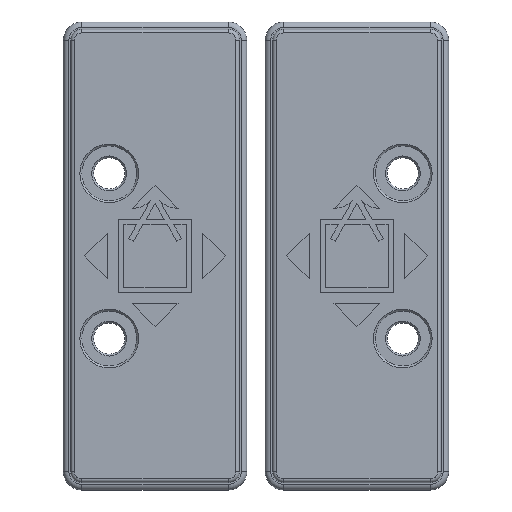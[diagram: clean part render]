
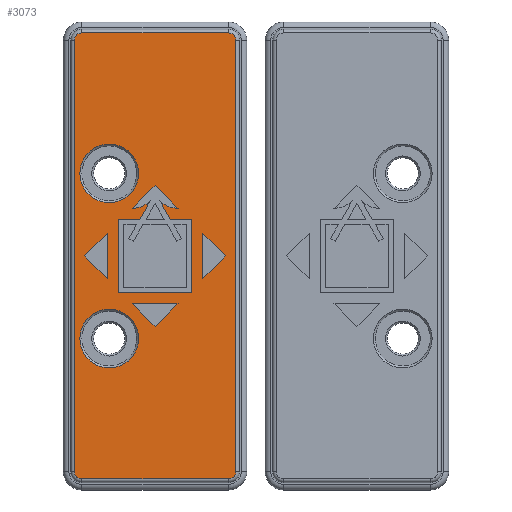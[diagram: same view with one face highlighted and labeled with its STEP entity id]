
A CAD part, top view. The second image highlights one B-rep face of the part: STEP entity #3073.
In plain terms, the highlighted planar face has unit normal (0, 0, 1).
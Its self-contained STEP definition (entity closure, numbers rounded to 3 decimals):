
#37=FACE_BOUND('',#434,.T.);
#38=FACE_BOUND('',#435,.T.);
#39=FACE_BOUND('',#436,.T.);
#40=FACE_BOUND('',#437,.T.);
#41=FACE_BOUND('',#438,.T.);
#42=FACE_BOUND('',#439,.T.);
#112=PLANE('',#3302);
#237=FACE_OUTER_BOUND('',#433,.T.);
#433=EDGE_LOOP('',(#2221,#2222,#2223,#2224,#2225,#2226,#2227,#2228));
#434=EDGE_LOOP('',(#2229));
#435=EDGE_LOOP('',(#2230,#2231,#2232));
#436=EDGE_LOOP('',(#2233,#2234,#2235));
#437=EDGE_LOOP('',(#2236,#2237,#2238));
#438=EDGE_LOOP('',(#2239,#2240,#2241,#2242,#2243,#2244,#2245,#2246,#2247,
#2248,#2249));
#439=EDGE_LOOP('',(#2250));
#645=CIRCLE('',#3300,3.2);
#647=CIRCLE('',#3303,0.8);
#648=CIRCLE('',#3304,0.8);
#649=CIRCLE('',#3305,0.8);
#650=CIRCLE('',#3306,0.8);
#651=CIRCLE('',#3307,3.2);
#652=CIRCLE('',#3308,2.851);
#653=CIRCLE('',#3309,2.851);
#779=LINE('',#4645,#1105);
#780=LINE('',#4649,#1106);
#781=LINE('',#4653,#1107);
#782=LINE('',#4657,#1108);
#783=LINE('',#4663,#1109);
#784=LINE('',#4665,#1110);
#785=LINE('',#4666,#1111);
#786=LINE('',#4669,#1112);
#787=LINE('',#4671,#1113);
#788=LINE('',#4672,#1114);
#789=LINE('',#4675,#1115);
#790=LINE('',#4677,#1116);
#791=LINE('',#4678,#1117);
#792=LINE('',#4681,#1118);
#793=LINE('',#4685,#1119);
#794=LINE('',#4687,#1120);
#795=LINE('',#4689,#1121);
#796=LINE('',#4691,#1122);
#797=LINE('',#4693,#1123);
#798=LINE('',#4695,#1124);
#799=LINE('',#4697,#1125);
#800=LINE('',#4700,#1126);
#1105=VECTOR('',#3696,10.);
#1106=VECTOR('',#3699,10.);
#1107=VECTOR('',#3702,10.);
#1108=VECTOR('',#3705,10.);
#1109=VECTOR('',#3710,10.);
#1110=VECTOR('',#3711,10.);
#1111=VECTOR('',#3712,10.);
#1112=VECTOR('',#3713,10.);
#1113=VECTOR('',#3714,10.);
#1114=VECTOR('',#3715,10.);
#1115=VECTOR('',#3716,10.);
#1116=VECTOR('',#3717,10.);
#1117=VECTOR('',#3718,10.);
#1118=VECTOR('',#3719,10.);
#1119=VECTOR('',#3722,10.);
#1120=VECTOR('',#3723,10.);
#1121=VECTOR('',#3724,10.);
#1122=VECTOR('',#3725,10.);
#1123=VECTOR('',#3726,10.);
#1124=VECTOR('',#3727,10.);
#1125=VECTOR('',#3728,10.);
#1126=VECTOR('',#3731,10.);
#1432=VERTEX_POINT('',#4637);
#1434=VERTEX_POINT('',#4643);
#1435=VERTEX_POINT('',#4644);
#1436=VERTEX_POINT('',#4646);
#1437=VERTEX_POINT('',#4648);
#1438=VERTEX_POINT('',#4650);
#1439=VERTEX_POINT('',#4652);
#1440=VERTEX_POINT('',#4654);
#1441=VERTEX_POINT('',#4656);
#1442=VERTEX_POINT('',#4659);
#1443=VERTEX_POINT('',#4661);
#1444=VERTEX_POINT('',#4662);
#1445=VERTEX_POINT('',#4664);
#1446=VERTEX_POINT('',#4667);
#1447=VERTEX_POINT('',#4668);
#1448=VERTEX_POINT('',#4670);
#1449=VERTEX_POINT('',#4673);
#1450=VERTEX_POINT('',#4674);
#1451=VERTEX_POINT('',#4676);
#1452=VERTEX_POINT('',#4679);
#1453=VERTEX_POINT('',#4680);
#1454=VERTEX_POINT('',#4682);
#1455=VERTEX_POINT('',#4684);
#1456=VERTEX_POINT('',#4686);
#1457=VERTEX_POINT('',#4688);
#1458=VERTEX_POINT('',#4690);
#1459=VERTEX_POINT('',#4692);
#1460=VERTEX_POINT('',#4694);
#1461=VERTEX_POINT('',#4696);
#1462=VERTEX_POINT('',#4698);
#1730=EDGE_CURVE('',#1432,#1432,#645,.T.);
#1733=EDGE_CURVE('',#1434,#1435,#779,.T.);
#1734=EDGE_CURVE('',#1436,#1434,#647,.T.);
#1735=EDGE_CURVE('',#1437,#1436,#780,.T.);
#1736=EDGE_CURVE('',#1438,#1437,#648,.T.);
#1737=EDGE_CURVE('',#1439,#1438,#781,.T.);
#1738=EDGE_CURVE('',#1440,#1439,#649,.T.);
#1739=EDGE_CURVE('',#1441,#1440,#782,.T.);
#1740=EDGE_CURVE('',#1435,#1441,#650,.T.);
#1741=EDGE_CURVE('',#1442,#1442,#651,.T.);
#1742=EDGE_CURVE('',#1443,#1444,#783,.T.);
#1743=EDGE_CURVE('',#1444,#1445,#784,.T.);
#1744=EDGE_CURVE('',#1445,#1443,#785,.T.);
#1745=EDGE_CURVE('',#1446,#1447,#786,.T.);
#1746=EDGE_CURVE('',#1447,#1448,#787,.T.);
#1747=EDGE_CURVE('',#1448,#1446,#788,.T.);
#1748=EDGE_CURVE('',#1449,#1450,#789,.T.);
#1749=EDGE_CURVE('',#1450,#1451,#790,.T.);
#1750=EDGE_CURVE('',#1451,#1449,#791,.T.);
#1751=EDGE_CURVE('',#1452,#1453,#792,.T.);
#1752=EDGE_CURVE('',#1453,#1454,#652,.T.);
#1753=EDGE_CURVE('',#1454,#1455,#793,.T.);
#1754=EDGE_CURVE('',#1455,#1456,#794,.T.);
#1755=EDGE_CURVE('',#1456,#1457,#795,.T.);
#1756=EDGE_CURVE('',#1457,#1458,#796,.T.);
#1757=EDGE_CURVE('',#1458,#1459,#797,.T.);
#1758=EDGE_CURVE('',#1459,#1460,#798,.T.);
#1759=EDGE_CURVE('',#1460,#1461,#799,.T.);
#1760=EDGE_CURVE('',#1461,#1462,#653,.T.);
#1761=EDGE_CURVE('',#1462,#1452,#800,.T.);
#2221=ORIENTED_EDGE('',*,*,#1733,.F.);
#2222=ORIENTED_EDGE('',*,*,#1734,.F.);
#2223=ORIENTED_EDGE('',*,*,#1735,.F.);
#2224=ORIENTED_EDGE('',*,*,#1736,.F.);
#2225=ORIENTED_EDGE('',*,*,#1737,.F.);
#2226=ORIENTED_EDGE('',*,*,#1738,.F.);
#2227=ORIENTED_EDGE('',*,*,#1739,.F.);
#2228=ORIENTED_EDGE('',*,*,#1740,.F.);
#2229=ORIENTED_EDGE('',*,*,#1741,.F.);
#2230=ORIENTED_EDGE('',*,*,#1742,.T.);
#2231=ORIENTED_EDGE('',*,*,#1743,.T.);
#2232=ORIENTED_EDGE('',*,*,#1744,.T.);
#2233=ORIENTED_EDGE('',*,*,#1745,.T.);
#2234=ORIENTED_EDGE('',*,*,#1746,.T.);
#2235=ORIENTED_EDGE('',*,*,#1747,.T.);
#2236=ORIENTED_EDGE('',*,*,#1748,.T.);
#2237=ORIENTED_EDGE('',*,*,#1749,.T.);
#2238=ORIENTED_EDGE('',*,*,#1750,.T.);
#2239=ORIENTED_EDGE('',*,*,#1751,.T.);
#2240=ORIENTED_EDGE('',*,*,#1752,.T.);
#2241=ORIENTED_EDGE('',*,*,#1753,.T.);
#2242=ORIENTED_EDGE('',*,*,#1754,.T.);
#2243=ORIENTED_EDGE('',*,*,#1755,.T.);
#2244=ORIENTED_EDGE('',*,*,#1756,.T.);
#2245=ORIENTED_EDGE('',*,*,#1757,.T.);
#2246=ORIENTED_EDGE('',*,*,#1758,.T.);
#2247=ORIENTED_EDGE('',*,*,#1759,.T.);
#2248=ORIENTED_EDGE('',*,*,#1760,.T.);
#2249=ORIENTED_EDGE('',*,*,#1761,.T.);
#2250=ORIENTED_EDGE('',*,*,#1730,.F.);
#3073=ADVANCED_FACE('',(#237,#37,#38,#39,#40,#41,#42),#112,.T.);
#3300=AXIS2_PLACEMENT_3D('',#4638,#3689,#3690);
#3302=AXIS2_PLACEMENT_3D('',#4642,#3694,#3695);
#3303=AXIS2_PLACEMENT_3D('',#4647,#3697,#3698);
#3304=AXIS2_PLACEMENT_3D('',#4651,#3700,#3701);
#3305=AXIS2_PLACEMENT_3D('',#4655,#3703,#3704);
#3306=AXIS2_PLACEMENT_3D('',#4658,#3706,#3707);
#3307=AXIS2_PLACEMENT_3D('',#4660,#3708,#3709);
#3308=AXIS2_PLACEMENT_3D('',#4683,#3720,#3721);
#3309=AXIS2_PLACEMENT_3D('',#4699,#3729,#3730);
#3689=DIRECTION('center_axis',(0.,0.,1.));
#3690=DIRECTION('ref_axis',(1.,0.,0.));
#3694=DIRECTION('center_axis',(0.,0.,1.));
#3695=DIRECTION('ref_axis',(1.,0.,0.));
#3696=DIRECTION('',(-1.,0.,0.));
#3697=DIRECTION('center_axis',(0.,0.,-1.));
#3698=DIRECTION('ref_axis',(0.707,-0.707,0.));
#3699=DIRECTION('',(0.,-1.,0.));
#3700=DIRECTION('center_axis',(0.,0.,-1.));
#3701=DIRECTION('ref_axis',(0.707,0.707,0.));
#3702=DIRECTION('',(1.,0.,0.));
#3703=DIRECTION('center_axis',(0.,0.,-1.));
#3704=DIRECTION('ref_axis',(-0.707,0.707,0.));
#3705=DIRECTION('',(0.,1.,0.));
#3706=DIRECTION('center_axis',(0.,0.,-1.));
#3707=DIRECTION('ref_axis',(-0.707,-0.707,0.));
#3708=DIRECTION('center_axis',(0.,0.,1.));
#3709=DIRECTION('ref_axis',(1.,0.,0.));
#3710=DIRECTION('',(-0.707,-0.707,0.));
#3711=DIRECTION('',(-0.707,0.707,0.));
#3712=DIRECTION('',(1.,0.,0.));
#3713=DIRECTION('',(-0.707,0.707,0.));
#3714=DIRECTION('',(0.707,0.707,0.));
#3715=DIRECTION('',(0.,-1.,0.));
#3716=DIRECTION('',(0.707,-0.707,0.));
#3717=DIRECTION('',(-0.707,-0.707,0.));
#3718=DIRECTION('',(0.,1.,0.));
#3719=DIRECTION('',(0.707,-0.707,0.));
#3720=DIRECTION('center_axis',(0.,0.,-1.));
#3721=DIRECTION('ref_axis',(-0.695,-0.719,0.));
#3722=DIRECTION('',(0.5,-0.866,0.));
#3723=DIRECTION('',(1.,0.,0.));
#3724=DIRECTION('',(0.,-1.,0.));
#3725=DIRECTION('',(-1.,0.,0.));
#3726=DIRECTION('',(0.,1.,0.));
#3727=DIRECTION('',(1.,0.,0.));
#3728=DIRECTION('',(0.5,0.866,0.));
#3729=DIRECTION('center_axis',(0.,0.,-1.));
#3730=DIRECTION('ref_axis',(0.,-1.,0.));
#3731=DIRECTION('',(0.707,0.707,0.));
#4637=CARTESIAN_POINT('',(-19.2,9.,5.));
#4638=CARTESIAN_POINT('Origin',(-16.,9.,5.));
#4642=CARTESIAN_POINT('Origin',(-11.,0.,5.));
#4643=CARTESIAN_POINT('',(-3.,-24.3,5.));
#4644=CARTESIAN_POINT('',(-19.,-24.3,5.));
#4645=CARTESIAN_POINT('',(-15.,-24.3,5.));
#4646=CARTESIAN_POINT('',(-2.2,-23.5,5.));
#4647=CARTESIAN_POINT('Origin',(-3.,-23.5,5.));
#4648=CARTESIAN_POINT('',(-2.2,23.5,5.));
#4649=CARTESIAN_POINT('',(-2.2,-11.75,5.));
#4650=CARTESIAN_POINT('',(-3.,24.3,5.));
#4651=CARTESIAN_POINT('Origin',(-3.,23.5,5.));
#4652=CARTESIAN_POINT('',(-19.,24.3,5.));
#4653=CARTESIAN_POINT('',(-7.,24.3,5.));
#4654=CARTESIAN_POINT('',(-19.8,23.5,5.));
#4655=CARTESIAN_POINT('Origin',(-19.,23.5,5.));
#4656=CARTESIAN_POINT('',(-19.8,-23.5,5.));
#4657=CARTESIAN_POINT('',(-19.8,11.75,5.));
#4658=CARTESIAN_POINT('Origin',(-19.,-23.5,5.));
#4659=CARTESIAN_POINT('',(-19.2,-9.,5.));
#4660=CARTESIAN_POINT('Origin',(-16.,-9.,5.));
#4661=CARTESIAN_POINT('',(-8.5,-5.2,5.));
#4662=CARTESIAN_POINT('',(-11.,-7.7,5.));
#4663=CARTESIAN_POINT('',(-7.825,-4.525,5.));
#4664=CARTESIAN_POINT('',(-13.5,-5.2,5.));
#4665=CARTESIAN_POINT('',(-12.925,-5.775,5.));
#4666=CARTESIAN_POINT('',(-12.25,-5.2,5.));
#4667=CARTESIAN_POINT('',(-16.2,-2.5,5.));
#4668=CARTESIAN_POINT('',(-18.7,0.,5.));
#4669=CARTESIAN_POINT('',(-15.525,-3.175,5.));
#4670=CARTESIAN_POINT('',(-16.2,2.5,5.));
#4671=CARTESIAN_POINT('',(-16.775,1.925,5.));
#4672=CARTESIAN_POINT('',(-16.2,1.25,5.));
#4673=CARTESIAN_POINT('',(-5.8,2.5,5.));
#4674=CARTESIAN_POINT('',(-3.3,0.,5.));
#4675=CARTESIAN_POINT('',(-6.475,3.175,5.));
#4676=CARTESIAN_POINT('',(-5.8,-2.5,5.));
#4677=CARTESIAN_POINT('',(-5.225,-1.925,5.));
#4678=CARTESIAN_POINT('',(-5.8,-1.25,5.));
#4679=CARTESIAN_POINT('',(-11.,7.7,5.));
#4680=CARTESIAN_POINT('',(-8.5,5.2,5.));
#4681=CARTESIAN_POINT('',(-9.075,5.775,5.));
#4682=CARTESIAN_POINT('',(-10.48,6.,5.));
#4683=CARTESIAN_POINT('Origin',(-8.5,8.051,5.));
#4684=CARTESIAN_POINT('',(-9.326,4.,5.));
#4685=CARTESIAN_POINT('',(-9.246,3.863,5.));
#4686=CARTESIAN_POINT('',(-7.,4.,5.));
#4687=CARTESIAN_POINT('',(-10.163,4.,5.));
#4688=CARTESIAN_POINT('',(-7.,-4.,5.));
#4689=CARTESIAN_POINT('',(-7.,2.,5.));
#4690=CARTESIAN_POINT('',(-15.,-4.,5.));
#4691=CARTESIAN_POINT('',(-9.,-4.,5.));
#4692=CARTESIAN_POINT('',(-15.,4.,5.));
#4693=CARTESIAN_POINT('',(-15.,-2.,5.));
#4694=CARTESIAN_POINT('',(-12.674,4.,5.));
#4695=CARTESIAN_POINT('',(-13.,4.,5.));
#4696=CARTESIAN_POINT('',(-11.52,6.,5.));
#4697=CARTESIAN_POINT('',(-13.331,2.862,5.));
#4698=CARTESIAN_POINT('',(-13.5,5.2,5.));
#4699=CARTESIAN_POINT('Origin',(-13.5,8.051,5.));
#4700=CARTESIAN_POINT('',(-14.175,4.525,5.));
